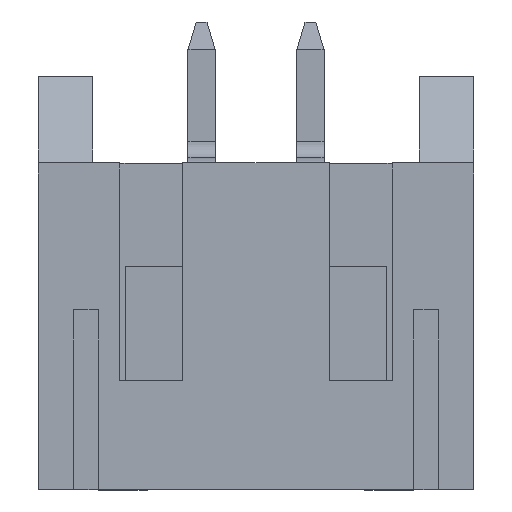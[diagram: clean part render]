
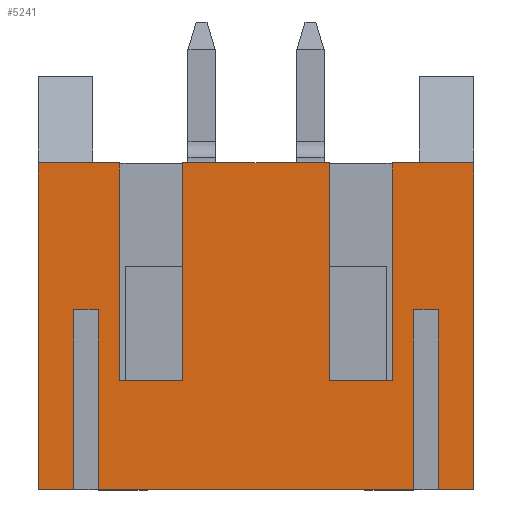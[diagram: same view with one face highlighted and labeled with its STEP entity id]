
A CAD part, top view. The second image highlights one B-rep face of the part: STEP entity #5241.
In plain terms, the highlighted face is planar.
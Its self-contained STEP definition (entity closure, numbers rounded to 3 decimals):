
#670=ORIENTED_EDGE('',*,*,#1336,.T.);
#671=ORIENTED_EDGE('',*,*,#1558,.F.);
#672=ORIENTED_EDGE('',*,*,#1439,.T.);
#673=ORIENTED_EDGE('',*,*,#1436,.T.);
#674=ORIENTED_EDGE('',*,*,#1433,.T.);
#675=ORIENTED_EDGE('',*,*,#1559,.F.);
#676=ORIENTED_EDGE('',*,*,#1526,.T.);
#677=ORIENTED_EDGE('',*,*,#1556,.T.);
#678=ORIENTED_EDGE('',*,*,#1448,.F.);
#679=ORIENTED_EDGE('',*,*,#1442,.T.);
#680=ORIENTED_EDGE('',*,*,#1452,.T.);
#681=ORIENTED_EDGE('',*,*,#1555,.T.);
#682=ORIENTED_EDGE('',*,*,#1353,.F.);
#683=ORIENTED_EDGE('',*,*,#1346,.T.);
#684=ORIENTED_EDGE('',*,*,#1351,.T.);
#685=ORIENTED_EDGE('',*,*,#1554,.T.);
#686=ORIENTED_EDGE('',*,*,#1521,.F.);
#687=ORIENTED_EDGE('',*,*,#1560,.F.);
#688=ORIENTED_EDGE('',*,*,#1333,.T.);
#689=ORIENTED_EDGE('',*,*,#1328,.T.);
#1328=EDGE_CURVE('',#1861,#1862,#2226,.T.);
#1333=EDGE_CURVE('',#1866,#1861,#2231,.T.);
#1336=EDGE_CURVE('',#1862,#1868,#2234,.T.);
#1346=EDGE_CURVE('',#1873,#1875,#2244,.T.);
#1351=EDGE_CURVE('',#1875,#1878,#2249,.T.);
#1353=EDGE_CURVE('',#1873,#1879,#2251,.T.);
#1433=EDGE_CURVE('',#1940,#1941,#2325,.T.);
#1436=EDGE_CURVE('',#1942,#1940,#2328,.T.);
#1439=EDGE_CURVE('',#1944,#1942,#2331,.T.);
#1442=EDGE_CURVE('',#1945,#1946,#2334,.T.);
#1448=EDGE_CURVE('',#1945,#1950,#2340,.T.);
#1452=EDGE_CURVE('',#1946,#1952,#2344,.T.);
#1521=EDGE_CURVE('',#1998,#1999,#2409,.T.);
#1526=EDGE_CURVE('',#2001,#2000,#2414,.T.);
#1554=EDGE_CURVE('',#1878,#1999,#2442,.T.);
#1555=EDGE_CURVE('',#1952,#1879,#2443,.T.);
#1556=EDGE_CURVE('',#2000,#1950,#2444,.T.);
#1558=EDGE_CURVE('',#1944,#1868,#2446,.T.);
#1559=EDGE_CURVE('',#2001,#1941,#2447,.T.);
#1560=EDGE_CURVE('',#1866,#1998,#2448,.T.);
#1861=VERTEX_POINT('',#6879);
#1862=VERTEX_POINT('',#6880);
#1866=VERTEX_POINT('',#6890);
#1868=VERTEX_POINT('',#6896);
#1873=VERTEX_POINT('',#6910);
#1875=VERTEX_POINT('',#6914);
#1878=VERTEX_POINT('',#6924);
#1879=VERTEX_POINT('',#6928);
#1940=VERTEX_POINT('',#7094);
#1941=VERTEX_POINT('',#7095);
#1942=VERTEX_POINT('',#7100);
#1944=VERTEX_POINT('',#7106);
#1945=VERTEX_POINT('',#7111);
#1946=VERTEX_POINT('',#7112);
#1950=VERTEX_POINT('',#7121);
#1952=VERTEX_POINT('',#7130);
#1998=VERTEX_POINT('',#7263);
#1999=VERTEX_POINT('',#7265);
#2000=VERTEX_POINT('',#7271);
#2001=VERTEX_POINT('',#7273);
#2226=LINE('',#6878,#2710);
#2231=LINE('',#6889,#2715);
#2234=LINE('',#6895,#2718);
#2244=LINE('',#6915,#2728);
#2249=LINE('',#6925,#2733);
#2251=LINE('',#6929,#2735);
#2325=LINE('',#7093,#2809);
#2328=LINE('',#7099,#2812);
#2331=LINE('',#7105,#2815);
#2334=LINE('',#7110,#2818);
#2340=LINE('',#7123,#2824);
#2344=LINE('',#7131,#2828);
#2409=LINE('',#7264,#2893);
#2414=LINE('',#7272,#2898);
#2442=LINE('',#7319,#2926);
#2443=LINE('',#7320,#2927);
#2444=LINE('',#7321,#2928);
#2446=LINE('',#7325,#2930);
#2447=LINE('',#7326,#2931);
#2448=LINE('',#7327,#2932);
#2710=VECTOR('',#5810,1000.);
#2715=VECTOR('',#5817,1000.);
#2718=VECTOR('',#5822,1000.);
#2728=VECTOR('',#5836,1000.);
#2733=VECTOR('',#5845,1000.);
#2735=VECTOR('',#5849,1000.);
#2809=VECTOR('',#5983,1000.);
#2812=VECTOR('',#5988,1000.);
#2815=VECTOR('',#5993,1000.);
#2818=VECTOR('',#5998,1000.);
#2824=VECTOR('',#6006,1000.);
#2828=VECTOR('',#6014,1000.);
#2893=VECTOR('',#6123,1000.);
#2898=VECTOR('',#6130,1000.);
#2926=VECTOR('',#6178,1000.);
#2927=VECTOR('',#6179,1000.);
#2928=VECTOR('',#6180,1000.);
#2930=VECTOR('',#6186,1000.);
#2931=VECTOR('',#6187,1000.);
#2932=VECTOR('',#6188,1000.);
#3209=EDGE_LOOP('',(#670,#671,#672,#673,#674,#675,#676,#677,#678,#679,#680,
#681,#682,#683,#684,#685,#686,#687,#688,#689));
#3417=FACE_BOUND('',#3209,.T.);
#3625=PLANE('',#5475);
#5241=ADVANCED_FACE('',(#3417),#3625,.T.);
#5475=AXIS2_PLACEMENT_3D('',#7324,#6184,#6185);
#5810=DIRECTION('',(1.,0.,0.));
#5817=DIRECTION('',(0.,0.,1.));
#5822=DIRECTION('',(0.,0.,-1.));
#5836=DIRECTION('',(-1.,0.,0.));
#5845=DIRECTION('',(0.,0.,1.));
#5849=DIRECTION('',(0.,0.,1.));
#5983=DIRECTION('',(0.,0.,-1.));
#5988=DIRECTION('',(1.,0.,0.));
#5993=DIRECTION('',(0.,0.,1.));
#5998=DIRECTION('',(-1.,0.,0.));
#6006=DIRECTION('',(0.,0.,1.));
#6014=DIRECTION('',(0.,0.,1.));
#6123=DIRECTION('',(0.,0.,1.));
#6130=DIRECTION('',(0.,0.,1.));
#6178=DIRECTION('',(-1.,0.,0.));
#6179=DIRECTION('',(-1.,0.,0.));
#6180=DIRECTION('',(-1.,0.,0.));
#6184=DIRECTION('',(0.,-1.,0.));
#6185=DIRECTION('',(0.,0.,-1.));
#6186=DIRECTION('',(-1.,0.,0.));
#6187=DIRECTION('',(-1.,0.,0.));
#6188=DIRECTION('',(-1.,0.,0.));
#6878=CARTESIAN_POINT('',(-2.5,-2.75,1.));
#6879=CARTESIAN_POINT('',(-2.5,-2.75,1.));
#6880=CARTESIAN_POINT('',(-1.35,-2.75,1.));
#6889=CARTESIAN_POINT('',(-2.5,-2.75,-3.));
#6890=CARTESIAN_POINT('',(-2.5,-2.75,-3.));
#6895=CARTESIAN_POINT('',(-1.35,-2.75,1.));
#6896=CARTESIAN_POINT('',(-1.35,-2.75,-3.));
#6910=CARTESIAN_POINT('',(-2.9,-2.75,-0.3));
#6914=CARTESIAN_POINT('',(-3.35,-2.75,-0.3));
#6915=CARTESIAN_POINT('',(-2.9,-2.75,-0.3));
#6924=CARTESIAN_POINT('',(-3.35,-2.75,3.));
#6925=CARTESIAN_POINT('',(-3.35,-2.75,-0.3));
#6928=CARTESIAN_POINT('',(-2.9,-2.75,3.));
#6929=CARTESIAN_POINT('',(-2.9,-2.75,-0.3));
#7093=CARTESIAN_POINT('',(2.5,-2.75,1.));
#7094=CARTESIAN_POINT('',(2.5,-2.75,1.));
#7095=CARTESIAN_POINT('',(2.5,-2.75,-3.));
#7099=CARTESIAN_POINT('',(1.35,-2.75,1.));
#7100=CARTESIAN_POINT('',(1.35,-2.75,1.));
#7105=CARTESIAN_POINT('',(1.35,-2.75,-3.));
#7106=CARTESIAN_POINT('',(1.35,-2.75,-3.));
#7110=CARTESIAN_POINT('',(3.35,-2.75,-0.3));
#7111=CARTESIAN_POINT('',(3.35,-2.75,-0.3));
#7112=CARTESIAN_POINT('',(2.9,-2.75,-0.3));
#7121=CARTESIAN_POINT('',(3.35,-2.75,3.));
#7123=CARTESIAN_POINT('',(3.35,-2.75,-0.3));
#7130=CARTESIAN_POINT('',(2.9,-2.75,3.));
#7131=CARTESIAN_POINT('',(2.9,-2.75,-0.3));
#7263=CARTESIAN_POINT('',(-4.,-2.75,-3.));
#7264=CARTESIAN_POINT('',(-4.,-2.75,-3.));
#7265=CARTESIAN_POINT('',(-4.,-2.75,3.));
#7271=CARTESIAN_POINT('',(4.,-2.75,3.));
#7272=CARTESIAN_POINT('',(4.,-2.75,-3.));
#7273=CARTESIAN_POINT('',(4.,-2.75,-3.));
#7319=CARTESIAN_POINT('',(4.,-2.75,3.));
#7320=CARTESIAN_POINT('',(4.,-2.75,3.));
#7321=CARTESIAN_POINT('',(4.,-2.75,3.));
#7324=CARTESIAN_POINT('',(4.,-2.75,-3.));
#7325=CARTESIAN_POINT('',(4.,-2.75,-3.));
#7326=CARTESIAN_POINT('',(4.,-2.75,-3.));
#7327=CARTESIAN_POINT('',(4.,-2.75,-3.));
